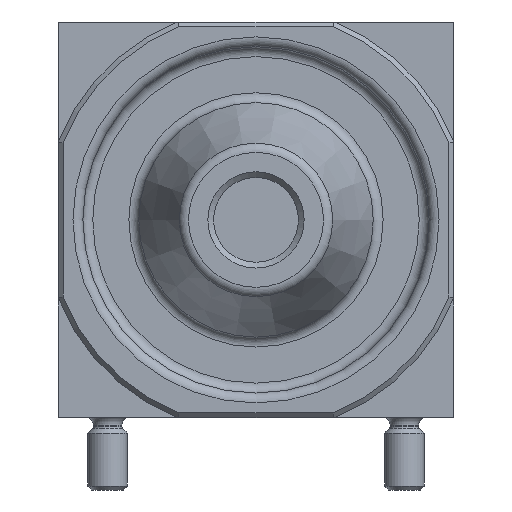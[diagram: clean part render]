
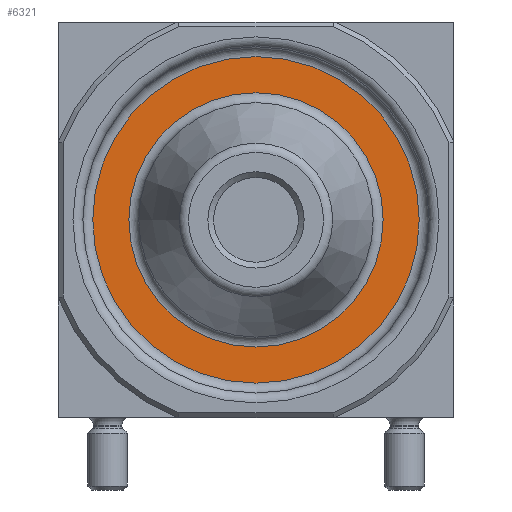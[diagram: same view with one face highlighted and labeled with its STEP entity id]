
A CAD part, front view. The second image highlights one B-rep face of the part: STEP entity #6321.
In plain terms, the highlighted planar face has unit normal (0, -1, 0).
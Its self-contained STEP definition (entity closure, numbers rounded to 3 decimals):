
#1378=ORIENTED_EDGE('',*,*,#2525,.T.);
#1379=ORIENTED_EDGE('',*,*,#2526,.F.);
#2525=EDGE_CURVE('',#3085,#3085,#3422,.T.);
#2526=EDGE_CURVE('',#3086,#3086,#3423,.T.);
#3085=VERTEX_POINT('',#9626);
#3086=VERTEX_POINT('',#9628);
#3422=CIRCLE('',#6820,16.5);
#3423=CIRCLE('',#6821,12.85);
#3668=EDGE_LOOP('',(#1378));
#3669=EDGE_LOOP('',(#1379));
#4024=FACE_BOUND('',#3668,.T.);
#4025=FACE_BOUND('',#3669,.T.);
#4325=PLANE('',#6819);
#6321=ADVANCED_FACE('',(#4024,#4025),#4325,.T.);
#6819=AXIS2_PLACEMENT_3D('',#9624,#7913,#7914);
#6820=AXIS2_PLACEMENT_3D('',#9625,#7915,#7916);
#6821=AXIS2_PLACEMENT_3D('',#9627,#7917,#7918);
#7913=DIRECTION('',(0.,-1.,0.));
#7914=DIRECTION('',(0.,0.,-1.));
#7915=DIRECTION('',(0.,-1.,0.));
#7916=DIRECTION('',(0.,0.,-1.));
#7917=DIRECTION('',(0.,-1.,0.));
#7918=DIRECTION('',(0.,0.,-1.));
#9624=CARTESIAN_POINT('',(0.,-10.5,0.));
#9625=CARTESIAN_POINT('',(0.,-10.5,0.));
#9626=CARTESIAN_POINT('',(0.,-10.5,-16.5));
#9627=CARTESIAN_POINT('',(0.,-10.5,0.));
#9628=CARTESIAN_POINT('',(0.,-10.5,-12.85));
